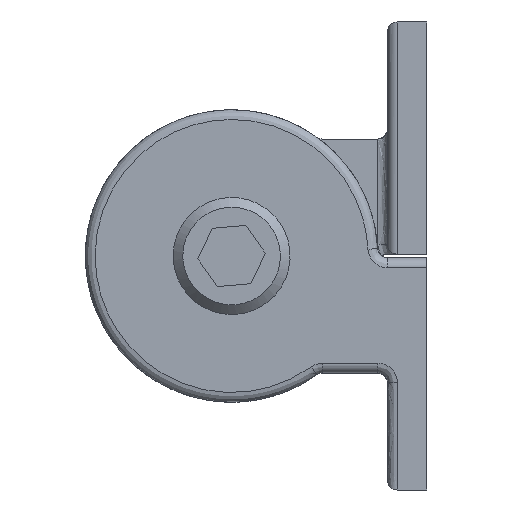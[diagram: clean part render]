
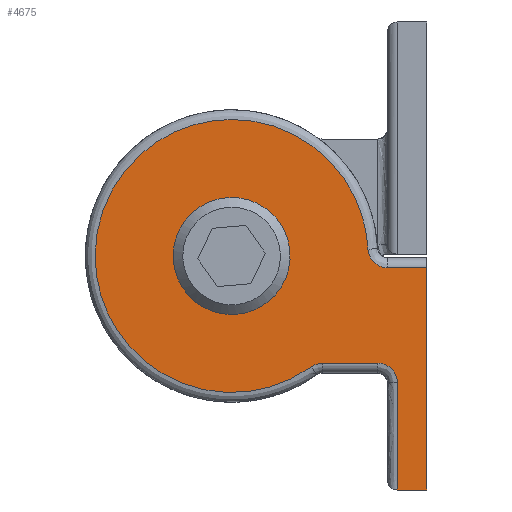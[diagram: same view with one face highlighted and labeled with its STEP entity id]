
A CAD part, left-side view. The second image highlights one B-rep face of the part: STEP entity #4675.
In plain terms, the highlighted free-form (B-spline) face has degree [1, 1] with [2, 2] control points.
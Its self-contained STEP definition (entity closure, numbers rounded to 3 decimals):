
#4445 = VERTEX_POINT('',#4446);
#4446 = CARTESIAN_POINT('',(0.,-9.241,
    -6.776));
#4463 = VERTEX_POINT('',#4464);
#4464 = CARTESIAN_POINT('',(0.,-10.473,
    -8.009));
#4470 = EDGE_CURVE('',#4463,#4445,#4471,.T.);
#4471 = ( BOUNDED_CURVE() B_SPLINE_CURVE(2,(#4472,#4473,#4474),
.UNSPECIFIED.,.F.,.F.) B_SPLINE_CURVE_WITH_KNOTS((3,3),(5.774,
7.345),.PIECEWISE_BEZIER_KNOTS.) CURVE() 
GEOMETRIC_REPRESENTATION_ITEM() RATIONAL_B_SPLINE_CURVE((1.,
0.707,1.)) REPRESENTATION_ITEM('') );
#4472 = CARTESIAN_POINT('',(0.,-10.473,
    -8.009));
#4473 = CARTESIAN_POINT('',(0.,-10.473,
    -6.776));
#4474 = CARTESIAN_POINT('',(0.,-9.241,
    -6.776));
#4490 = VERTEX_POINT('',#4491);
#4491 = CARTESIAN_POINT('',(0.,-5.746,
    -6.776));
#4505 = EDGE_CURVE('',#4445,#4490,#4506,.T.);
#4506 = B_SPLINE_CURVE_WITH_KNOTS('',1,(#4507,#4508),.UNSPECIFIED.,.F.,
  .F.,(2,2),(-1.875,0.961),.PIECEWISE_BEZIER_KNOTS.);
#4507 = CARTESIAN_POINT('',(0.,-9.241,
    -6.776));
#4508 = CARTESIAN_POINT('',(0.,-5.746,
    -6.776));
#4521 = VERTEX_POINT('',#4522);
#4522 = CARTESIAN_POINT('',(0.,-5.028,
    -7.007));
#4537 = EDGE_CURVE('',#4490,#4521,#4538,.T.);
#4538 = ( BOUNDED_CURVE() B_SPLINE_CURVE(2,(#4539,#4540,#4541),
.UNSPECIFIED.,.F.,.F.) B_SPLINE_CURVE_WITH_KNOTS((3,3),(5.972,
6.594),.PIECEWISE_BEZIER_KNOTS.) CURVE() 
GEOMETRIC_REPRESENTATION_ITEM() RATIONAL_B_SPLINE_CURVE((1.,
0.952,1.)) REPRESENTATION_ITEM('') );
#4539 = CARTESIAN_POINT('',(0.,-5.746,
    -6.776));
#4540 = CARTESIAN_POINT('',(0.,-5.35,
    -6.776));
#4541 = CARTESIAN_POINT('',(0.,-5.028,
    -7.007));
#4557 = VERTEX_POINT('',#4558);
#4558 = CARTESIAN_POINT('',(0.,-8.614,
    0.431));
#4577 = EDGE_CURVE('',#4521,#4557,#4578,.T.);
#4578 = ( BOUNDED_CURVE() B_SPLINE_CURVE(2,(#4579,#4580,#4581,#4582,
#4583,#4584,#4585),.UNSPECIFIED.,.F.,.F.) B_SPLINE_CURVE_WITH_KNOTS((3,2
    ,2,3),(3.641,5.402,7.164,8.926),
.PIECEWISE_BEZIER_KNOTS.) CURVE() GEOMETRIC_REPRESENTATION_ITEM() 
RATIONAL_B_SPLINE_CURVE((1.,0.637,1.,0.637,1.,
0.637,1.)) REPRESENTATION_ITEM('') );
#4579 = CARTESIAN_POINT('',(0.,-5.028,
    -7.007));
#4580 = CARTESIAN_POINT('',(0.,3.463,
    -13.099));
#4581 = CARTESIAN_POINT('',(0.,7.834,
    -3.608));
#4582 = CARTESIAN_POINT('',(0.,12.205,
    5.884));
#4583 = CARTESIAN_POINT('',(0.,2.057,
    8.376));
#4584 = CARTESIAN_POINT('',(0.,-8.091,
    10.868));
#4585 = CARTESIAN_POINT('',(0.,-8.614,
    0.431));
#4613 = VERTEX_POINT('',#4614);
#4614 = CARTESIAN_POINT('',(0.,-9.844,
    -0.739));
#4629 = EDGE_CURVE('',#4557,#4613,#4630,.T.);
#4630 = ( BOUNDED_CURVE() B_SPLINE_CURVE(2,(#4631,#4632,#4633),
.UNSPECIFIED.,.F.,.F.) B_SPLINE_CURVE_WITH_KNOTS((3,3),(5.523,
7.044),.PIECEWISE_BEZIER_KNOTS.) CURVE() 
GEOMETRIC_REPRESENTATION_ITEM() RATIONAL_B_SPLINE_CURVE((1.,
0.725,1.)) REPRESENTATION_ITEM('') );
#4631 = CARTESIAN_POINT('',(0.,-8.614,
    0.431));
#4632 = CARTESIAN_POINT('',(0.,-8.672,
    -0.739));
#4633 = CARTESIAN_POINT('',(0.,-9.844,
    -0.739));
#4649 = VERTEX_POINT('',#4650);
#4650 = CARTESIAN_POINT('',(0.,-12.321,
    -0.739));
#4664 = EDGE_CURVE('',#4613,#4649,#4665,.T.);
#4665 = B_SPLINE_CURVE_WITH_KNOTS('',1,(#4666,#4667),.UNSPECIFIED.,.F.,
  .F.,(2,2),(3.615,5.625),.PIECEWISE_BEZIER_KNOTS.);
#4666 = CARTESIAN_POINT('',(0.,-9.844,
    -0.739));
#4667 = CARTESIAN_POINT('',(0.,-12.321,
    -0.739));
#4675 = ADVANCED_FACE('',(#4676,#4703),#4717,.T.);
#4676 = FACE_BOUND('',#4677,.T.);
#4677 = EDGE_LOOP('',(#4678,#4679,#4680,#4681,#4682,#4683,#4684,#4691,
    #4698));
#4678 = ORIENTED_EDGE('',*,*,#4664,.F.);
#4679 = ORIENTED_EDGE('',*,*,#4629,.F.);
#4680 = ORIENTED_EDGE('',*,*,#4577,.F.);
#4681 = ORIENTED_EDGE('',*,*,#4537,.F.);
#4682 = ORIENTED_EDGE('',*,*,#4505,.F.);
#4683 = ORIENTED_EDGE('',*,*,#4470,.F.);
#4684 = ORIENTED_EDGE('',*,*,#4685,.F.);
#4685 = EDGE_CURVE('',#4686,#4463,#4688,.T.);
#4686 = VERTEX_POINT('',#4687);
#4687 = CARTESIAN_POINT('',(0.,-10.473,
    -14.785));
#4688 = B_SPLINE_CURVE_WITH_KNOTS('',1,(#4689,#4690),.UNSPECIFIED.,.F.,
  .F.,(2,2),(-9.,-3.5),.PIECEWISE_BEZIER_KNOTS.);
#4689 = CARTESIAN_POINT('',(0.,-10.473,
    -14.785));
#4690 = CARTESIAN_POINT('',(0.,-10.473,
    -8.009));
#4691 = ORIENTED_EDGE('',*,*,#4692,.F.);
#4692 = EDGE_CURVE('',#4693,#4686,#4695,.T.);
#4693 = VERTEX_POINT('',#4694);
#4694 = CARTESIAN_POINT('',(0.,-12.321,
    -14.785));
#4695 = B_SPLINE_CURVE_WITH_KNOTS('',1,(#4696,#4697),.UNSPECIFIED.,.F.,
  .F.,(2,2),(-2.,-0.5),.PIECEWISE_BEZIER_KNOTS.);
#4696 = CARTESIAN_POINT('',(0.,-12.321,
    -14.785));
#4697 = CARTESIAN_POINT('',(0.,-10.473,
    -14.785));
#4698 = ORIENTED_EDGE('',*,*,#4699,.F.);
#4699 = EDGE_CURVE('',#4649,#4693,#4700,.T.);
#4700 = B_SPLINE_CURVE_WITH_KNOTS('',1,(#4701,#4702),.UNSPECIFIED.,.F.,
  .F.,(2,2),(0.5,11.9),.PIECEWISE_BEZIER_KNOTS.);
#4701 = CARTESIAN_POINT('',(0.,-12.321,
    -0.739));
#4702 = CARTESIAN_POINT('',(0.,-12.321,
    -14.785));
#4703 = FACE_BOUND('',#4704,.T.);
#4704 = EDGE_LOOP('',(#4705));
#4705 = ORIENTED_EDGE('',*,*,#4706,.T.);
#4706 = EDGE_CURVE('',#4707,#4707,#4709,.T.);
#4707 = VERTEX_POINT('',#4708);
#4708 = CARTESIAN_POINT('',(0.,0.,
    1.848));
#4709 = ( BOUNDED_CURVE() B_SPLINE_CURVE(2,(#4710,#4711,#4712,#4713,
#4714,#4715,#4716),.UNSPECIFIED.,.T.,.F.) B_SPLINE_CURVE_WITH_KNOTS((3,2
    ,2,3),(3.142,5.236,7.33,9.425),
.PIECEWISE_BEZIER_KNOTS.) CURVE() GEOMETRIC_REPRESENTATION_ITEM() 
RATIONAL_B_SPLINE_CURVE((1.,0.5,1.,0.5,1.,0.5,1.)) REPRESENTATION_ITEM(
  '') );
#4710 = CARTESIAN_POINT('',(0.,0.,
    1.848));
#4711 = CARTESIAN_POINT('',(0.,-3.201,
    1.848));
#4712 = CARTESIAN_POINT('',(0.,-1.601,
    -0.924));
#4713 = CARTESIAN_POINT('',(0.,0.,
    -3.696));
#4714 = CARTESIAN_POINT('',(0.,1.601,
    -0.924));
#4715 = CARTESIAN_POINT('',(0.,3.201,
    1.848));
#4716 = CARTESIAN_POINT('',(0.,0.,
    1.848));
#4717 = B_SPLINE_SURFACE_WITH_KNOTS('',1,1,(
    (#4718,#4719)
    ,(#4720,#4721
    )),.UNSPECIFIED.,.F.,.F.,.F.,(2,2),(2,2),(-12.,7.),(-8.75,8.25),
  .PIECEWISE_BEZIER_KNOTS.);
#4718 = CARTESIAN_POINT('',(0.,-12.321,
    -14.785));
#4719 = CARTESIAN_POINT('',(0.,8.625,
    -14.785));
#4720 = CARTESIAN_POINT('',(0.,-12.321,
    8.625));
#4721 = CARTESIAN_POINT('',(0.,8.625,
    8.625));
